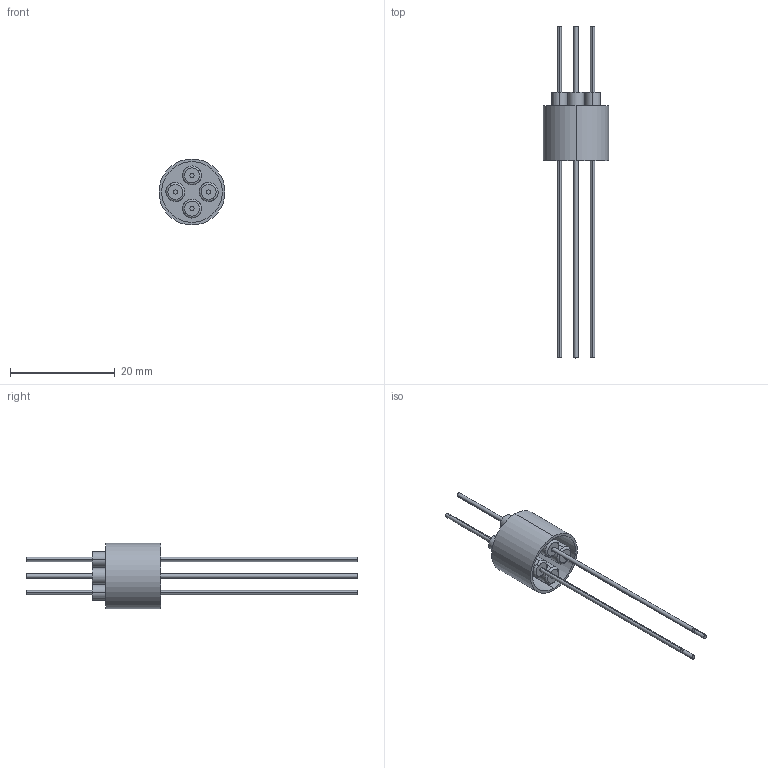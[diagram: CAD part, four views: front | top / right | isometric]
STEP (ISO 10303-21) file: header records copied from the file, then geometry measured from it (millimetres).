
FILE_DESCRIPTION (( 'STEP AP203' ), '1' );
FILE_NAME ('A0086-3-W.STEP', '2013-05-09T11:37:41', ( '' ), ( '' ), 'SwSTEP 2.0', 'SolidWorks 2012', '' );
FILE_SCHEMA (( 'CONFIG_CONTROL_DESIGN' ));
Length unit declared in the file: inch
Products named in the file (1): A0086-3-W
Bounding box: 12.62 x 63.5 x 12.62 mm (x, y, z)
Volume: 776.7 mm3; surface area: 2158.8 mm2
Topology: 1 solids, 5 shells, 119 faces, 248 edges, 156 vertices
Faces by surface type: cylinder 68, plane 27, cone 16, bspline 8
Entity records: 3389 total; most frequent: CARTESIAN_POINT 668, DIRECTION 620, ORIENTED_EDGE 496, AXIS2_PLACEMENT_3D 268, EDGE_CURVE 248, CIRCLE 156, VERTEX_POINT 156, EDGE_LOOP 144
